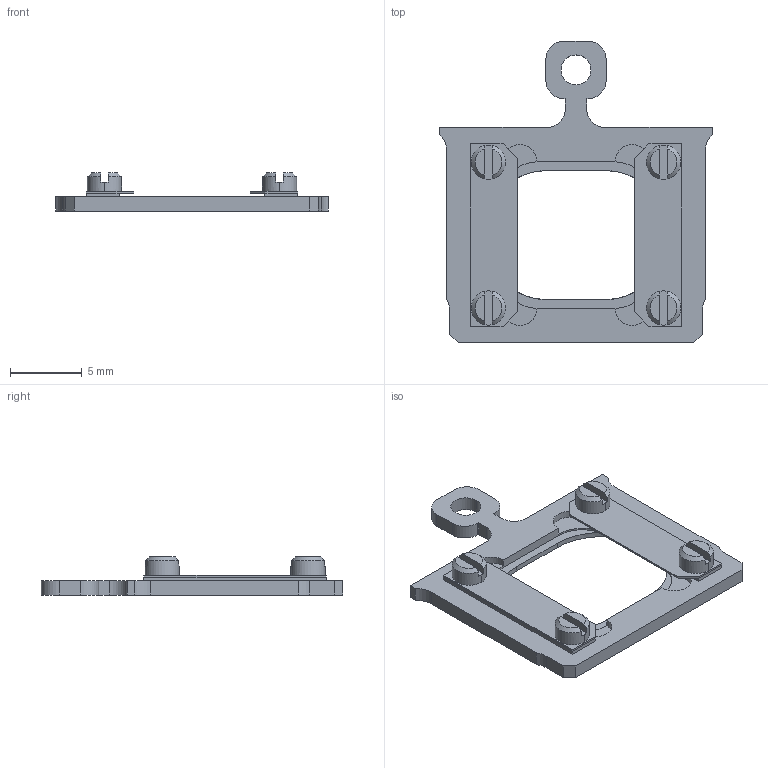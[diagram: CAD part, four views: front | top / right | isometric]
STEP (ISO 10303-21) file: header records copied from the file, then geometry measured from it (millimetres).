
FILE_DESCRIPTION (( 'STEP AP214' ), '1' );
FILE_NAME ('SN103172-02, PROBENPLATTE ASSEMBLY.STEP', '2020-05-07T19:40:47', ( '' ), ( '' ), 'SwSTEP 2.0', 'SolidWorks 2010', '' );
FILE_SCHEMA (( 'AUTOMOTIVE_DESIGN' ));
Length unit declared in the file: inch
Products named in the file (1): SN103172-02, PROBENPLATTE ASSEMBLY
Bounding box: 19 x 21 x 2.65 mm (x, y, z)
Surface area: 775.8 mm2 (no closed solid volume)
Topology: 0 solids, 13 shells, 123 faces, 365 edges, 258 vertices
Faces by surface type: plane 84, cylinder 31, cone 8
Entity records: 5843 total; most frequent: CARTESIAN_POINT 795, DIRECTION 739, ORIENTED_EDGE 666, EDGE_CURVE 365, AXIS2_PLACEMENT_3D 266, VERTEX_POINT 258, LINE 207, VECTOR 207
